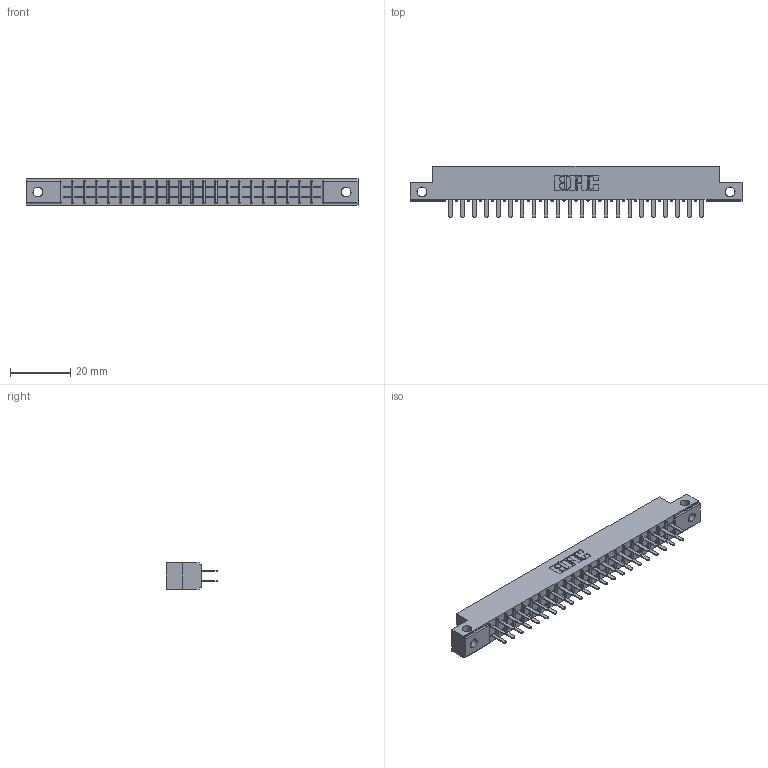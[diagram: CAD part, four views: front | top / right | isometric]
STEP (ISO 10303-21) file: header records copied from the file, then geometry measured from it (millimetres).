
FILE_DESCRIPTION (( 'STEP AP203' ), '1' );
FILE_NAME ('315-044-520-212.STEP', '2020-09-20T02:47:30', ( '' ), ( '' ), 'SwSTEP 2.0', 'SolidWorks 2020', '' );
FILE_SCHEMA (( 'CONFIG_CONTROL_DESIGN' ));
Length unit declared in the file: inch
Products named in the file (3): 305 Part_.128 Dia; 305-290-001_520; 315-044-520-212
Assembly tree (45 placements, depth 2):
  315-044-520-212
    305 Part_.128 Dia
    305-290-001_520  x44
Bounding box: 110.19 x 17.09 x 8.71 mm (x, y, z)
Volume: 6775.2 mm3; surface area: 12812.5 mm2
Topology: 45 solids, 45 shells, 2152 faces, 6138 edges, 3968 vertices
Faces by surface type: plane 1256, cylinder 808, sphere 88
Entity records: 26541 total; most frequent: CARTESIAN_POINT 4440, ORIENTED_EDGE 4360, DIRECTION 4250, EDGE_CURVE 2180, LINE 1726, VECTOR 1726, VERTEX_POINT 1388, AXIS2_PLACEMENT_3D 1262
